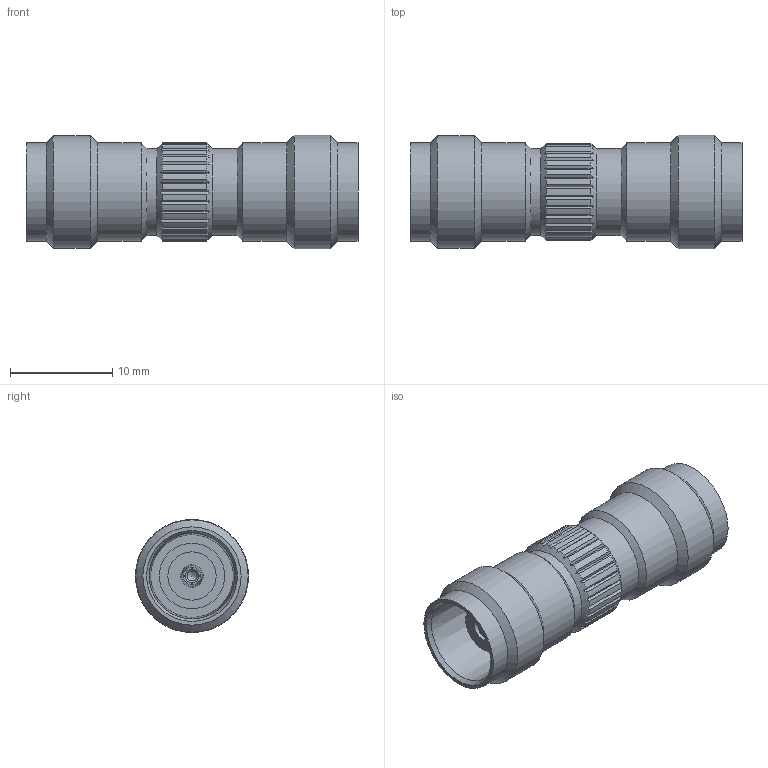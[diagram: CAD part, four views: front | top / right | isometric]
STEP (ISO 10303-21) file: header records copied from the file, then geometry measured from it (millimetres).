
FILE_DESCRIPTION (( 'STEP AP203' ), '1' );
FILE_NAME ('R143.704.000Q.STEP', '2012-04-28T09:38:48', ( 'Radiall' ), ( '' ), 'SwSTEP 2.0', 'SolidWorks 2011', '' );
FILE_SCHEMA (( 'CONFIG_CONTROL_DESIGN' ));
Length unit declared in the file: millimetre
Products named in the file (1): R143.704.000Q
Bounding box: 32.51 x 11.08 x 11.08 mm (x, y, z)
Volume: 1728.6 mm3; surface area: 2003.8 mm2
Topology: 1 solids, 1 shells, 186 faces, 486 edges, 309 vertices
Faces by surface type: plane 93, cylinder 47, cone 46
Full cylindrical faces by diameter (mm): 1.4 x2, 2.2 x2, 2.23 x2, 4.72 x2, 6.4 x1, 8.525 x2, 9.6 x2, 9.62 x2, 11 x1, 11.08 x1
Entity records: 5743 total; most frequent: CARTESIAN_POINT 1549, ORIENTED_EDGE 884, DIRECTION 784, EDGE_CURVE 442, AXIS2_PLACEMENT_3D 339, VERTEX_POINT 296, EDGE_LOOP 224, FACE_OUTER_BOUND 203
